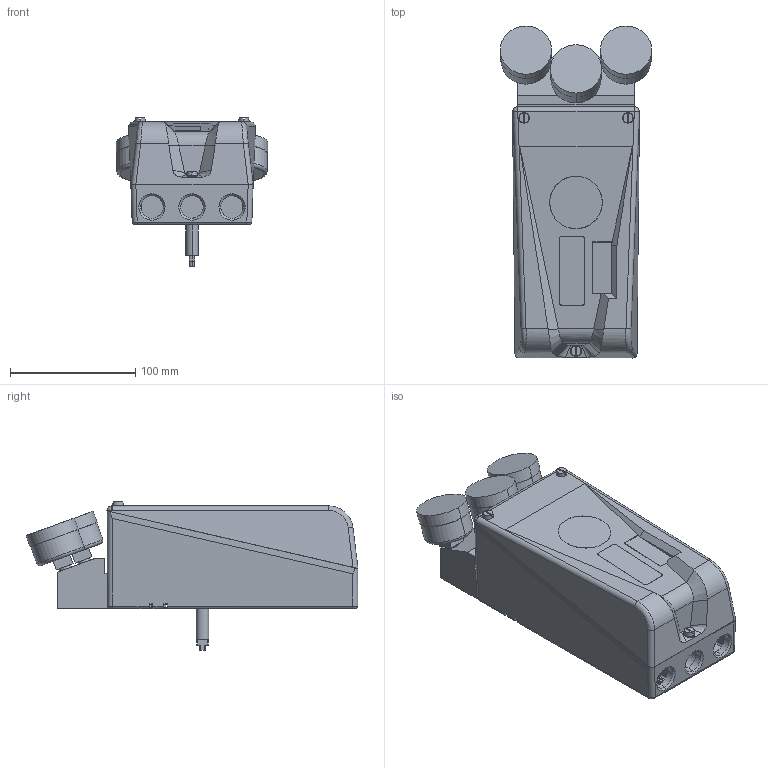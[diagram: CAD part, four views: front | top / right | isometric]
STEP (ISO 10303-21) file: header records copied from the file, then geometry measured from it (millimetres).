
FILE_DESCRIPTION (( 'STEP AP214' ), '1' );
FILE_NAME ('D3_std_140814 + manometerblock.STEP', '2014-08-14T15:49:03', ( '' ), ( '' ), 'SwSTEP 2.0', 'SolidWorks 2013', '' );
FILE_SCHEMA (( 'AUTOMOTIVE_DESIGN' ));
Length unit declared in the file: millimetre
Products named in the file (1): D3_std_140814 + manometerblock
Bounding box: 121 x 265.2 x 118.55 mm (x, y, z)
Volume: 677133.4 mm3; surface area: 265779.8 mm2
Topology: 23 solids, 24 shells, 1815 faces, 4469 edges, 2748 vertices
Faces by surface type: plane 581, cylinder 574, cone 351, bspline 199, torus 110
Entity records: 72976 total; most frequent: CARTESIAN_POINT 32503, ORIENTED_EDGE 8832, DIRECTION 7623, EDGE_CURVE 4416, AXIS2_PLACEMENT_3D 2795, VERTEX_POINT 2748, VECTOR 2033, LINE 2033
